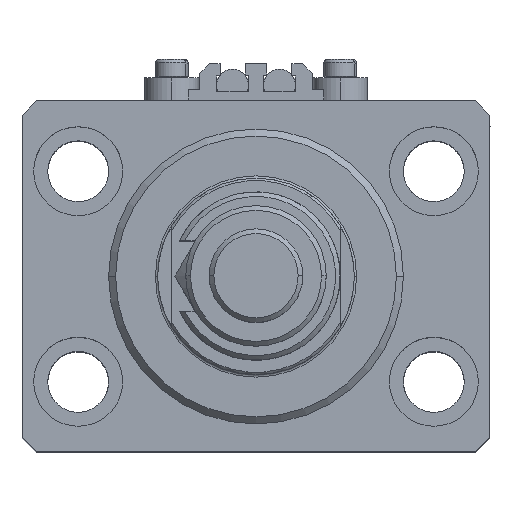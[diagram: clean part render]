
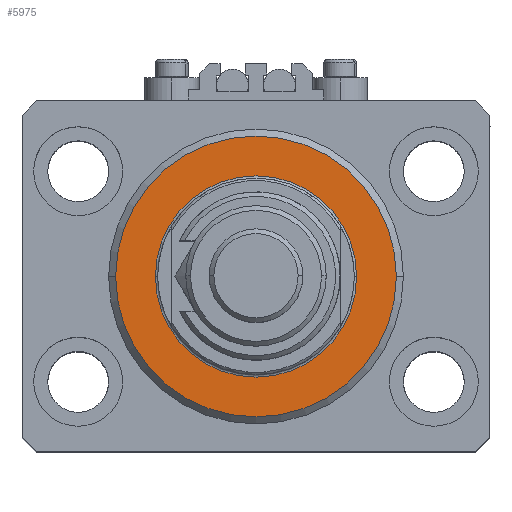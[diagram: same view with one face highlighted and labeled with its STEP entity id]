
A CAD part, top view. The second image highlights one B-rep face of the part: STEP entity #5975.
In plain terms, the highlighted face is planar.
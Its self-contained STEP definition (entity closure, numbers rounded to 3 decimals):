
#96 = EDGE_LOOP ( 'NONE', ( #41407, #5666 ) ) ;
#397 = CARTESIAN_POINT ( 'NONE',  ( -30., 0., 0. ) ) ;
#544 = AXIS2_PLACEMENT_3D ( 'NONE', #36306, #19586, #32112 ) ;
#1385 = EDGE_CURVE ( 'NONE', #14518, #29938, #27072, .T. ) ;
#2231 = DIRECTION ( 'NONE',  ( 1., 0., 0. ) ) ;
#2579 = DIRECTION ( 'NONE',  ( 1., 0., 0. ) ) ;
#4266 = EDGE_CURVE ( 'NONE', #36037, #27223, #36372, .T. ) ;
#5494 = DIRECTION ( 'NONE',  ( 1., 0., 0. ) ) ;
#5666 = ORIENTED_EDGE ( 'NONE', *, *, #36087, .T. ) ;
#5975 = ADVANCED_FACE ( 'NONE', ( #17273, #9941 ), #13088, .F. ) ;
#7806 = DIRECTION ( 'NONE',  ( 0., 0., 1. ) ) ;
#9941 = FACE_OUTER_BOUND ( 'NONE', #96, .T. ) ;
#10611 = CARTESIAN_POINT ( 'NONE',  ( 0., 0., 0. ) ) ;
#10874 = DIRECTION ( 'NONE',  ( 0., 0., -1. ) ) ;
#13088 = PLANE ( 'NONE',  #13897 ) ;
#13348 = DIRECTION ( 'NONE',  ( 0., 0., 1. ) ) ;
#13897 = AXIS2_PLACEMENT_3D ( 'NONE', #49261, #13348, #5494 ) ;
#14518 = VERTEX_POINT ( 'NONE', #17814 ) ;
#14894 = ORIENTED_EDGE ( 'NONE', *, *, #4266, .T. ) ;
#17273 = FACE_BOUND ( 'NONE', #22007, .T. ) ;
#17814 = CARTESIAN_POINT ( 'NONE',  ( 30., 0., 0. ) ) ;
#19586 = DIRECTION ( 'NONE',  ( 0., 0., 1. ) ) ;
#20358 = CARTESIAN_POINT ( 'NONE',  ( 21.5, 0., 0. ) ) ;
#21633 = CARTESIAN_POINT ( 'NONE',  ( 0., 0., 0. ) ) ;
#22007 = EDGE_LOOP ( 'NONE', ( #43430, #14894 ) ) ;
#26362 = AXIS2_PLACEMENT_3D ( 'NONE', #50810, #7806, #2579 ) ;
#27072 = CIRCLE ( 'NONE', #30396, 30. ) ;
#27223 = VERTEX_POINT ( 'NONE', #20358 ) ;
#29938 = VERTEX_POINT ( 'NONE', #397 ) ;
#30396 = AXIS2_PLACEMENT_3D ( 'NONE', #10611, #10874, #2231 ) ;
#32112 = DIRECTION ( 'NONE',  ( 1., 0., 0. ) ) ;
#33680 = DIRECTION ( 'NONE',  ( 1., 0., 0. ) ) ;
#34829 = CIRCLE ( 'NONE', #544, 21.5 ) ;
#36037 = VERTEX_POINT ( 'NONE', #38589 ) ;
#36087 = EDGE_CURVE ( 'NONE', #29938, #14518, #40279, .T. ) ;
#36306 = CARTESIAN_POINT ( 'NONE',  ( 0., 0., 0. ) ) ;
#36372 = CIRCLE ( 'NONE', #26362, 21.5 ) ;
#38589 = CARTESIAN_POINT ( 'NONE',  ( -21.5, 0., 0. ) ) ;
#40279 = CIRCLE ( 'NONE', #43625, 30. ) ;
#41407 = ORIENTED_EDGE ( 'NONE', *, *, #1385, .T. ) ;
#41576 = DIRECTION ( 'NONE',  ( 0., 0., -1. ) ) ;
#43430 = ORIENTED_EDGE ( 'NONE', *, *, #50589, .T. ) ;
#43625 = AXIS2_PLACEMENT_3D ( 'NONE', #21633, #41576, #33680 ) ;
#49261 = CARTESIAN_POINT ( 'NONE',  ( 0., 0., 0. ) ) ;
#50589 = EDGE_CURVE ( 'NONE', #27223, #36037, #34829, .T. ) ;
#50810 = CARTESIAN_POINT ( 'NONE',  ( 0., 0., 0. ) ) ;
